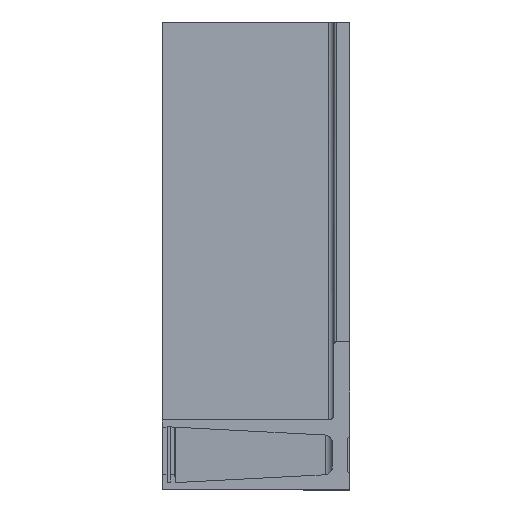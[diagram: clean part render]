
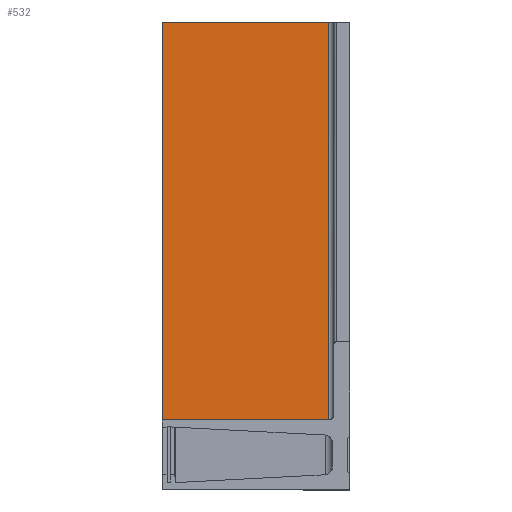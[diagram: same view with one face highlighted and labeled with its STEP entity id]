
A CAD part, left-side view. The second image highlights one B-rep face of the part: STEP entity #532.
In plain terms, the highlighted planar face has unit normal (-1, 0, 0).
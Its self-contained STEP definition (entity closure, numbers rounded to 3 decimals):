
#85 = DIRECTION ( 'NONE',  ( 1., 0., 0. ) ) ;
#166 = VECTOR ( 'NONE', #223, 1000. ) ;
#214 = LINE ( 'NONE', #1765, #1768 ) ;
#223 = DIRECTION ( 'NONE',  ( 0., -1., 0. ) ) ;
#224 = ORIENTED_EDGE ( 'NONE', *, *, #994, .T. ) ;
#363 = CARTESIAN_POINT ( 'NONE',  ( -614.106, 184.093, 300. ) ) ;
#396 = VERTEX_POINT ( 'NONE', #428 ) ;
#428 = CARTESIAN_POINT ( 'NONE',  ( -614.106, 184.093, 45. ) ) ;
#493 = CARTESIAN_POINT ( 'NONE',  ( -614.106, 290.593, 300. ) ) ;
#509 = EDGE_LOOP ( 'NONE', ( #662, #1451, #813, #224 ) ) ;
#532 = ADVANCED_FACE ( 'NONE', ( #1605 ), #1457, .F. ) ;
#578 = DIRECTION ( 'NONE',  ( 0., 0., 1. ) ) ;
#615 = CARTESIAN_POINT ( 'NONE',  ( -614.106, 290.593, 300. ) ) ;
#662 = ORIENTED_EDGE ( 'NONE', *, *, #810, .T. ) ;
#676 = VECTOR ( 'NONE', #782, 1000. ) ;
#782 = DIRECTION ( 'NONE',  ( 0., 0., -1. ) ) ;
#810 = EDGE_CURVE ( 'NONE', #876, #396, #1453, .T. ) ;
#813 = ORIENTED_EDGE ( 'NONE', *, *, #1134, .F. ) ;
#876 = VERTEX_POINT ( 'NONE', #1848 ) ;
#994 = EDGE_CURVE ( 'NONE', #1319, #876, #1536, .T. ) ;
#1006 = VERTEX_POINT ( 'NONE', #1147 ) ;
#1134 = EDGE_CURVE ( 'NONE', #1319, #1006, #214, .T. ) ;
#1135 = DIRECTION ( 'NONE',  ( 0., -1., 0. ) ) ;
#1147 = CARTESIAN_POINT ( 'NONE',  ( -614.106, 184.093, 300. ) ) ;
#1267 = DIRECTION ( 'NONE',  ( 0., 0., -1. ) ) ;
#1280 = LINE ( 'NONE', #363, #1492 ) ;
#1319 = VERTEX_POINT ( 'NONE', #493 ) ;
#1379 = AXIS2_PLACEMENT_3D ( 'NONE', #1423, #85, #1267 ) ;
#1423 = CARTESIAN_POINT ( 'NONE',  ( -614.106, 290.593, 300. ) ) ;
#1451 = ORIENTED_EDGE ( 'NONE', *, *, #1864, .T. ) ;
#1453 = LINE ( 'NONE', #1590, #166 ) ;
#1457 = PLANE ( 'NONE',  #1379 ) ;
#1492 = VECTOR ( 'NONE', #578, 1000. ) ;
#1536 = LINE ( 'NONE', #615, #676 ) ;
#1590 = CARTESIAN_POINT ( 'NONE',  ( -614.106, 170.593, 45. ) ) ;
#1605 = FACE_OUTER_BOUND ( 'NONE', #509, .T. ) ;
#1765 = CARTESIAN_POINT ( 'NONE',  ( -614.106, 290.593, 300. ) ) ;
#1768 = VECTOR ( 'NONE', #1135, 1000. ) ;
#1848 = CARTESIAN_POINT ( 'NONE',  ( -614.106, 290.593, 45. ) ) ;
#1864 = EDGE_CURVE ( 'NONE', #396, #1006, #1280, .T. ) ;
